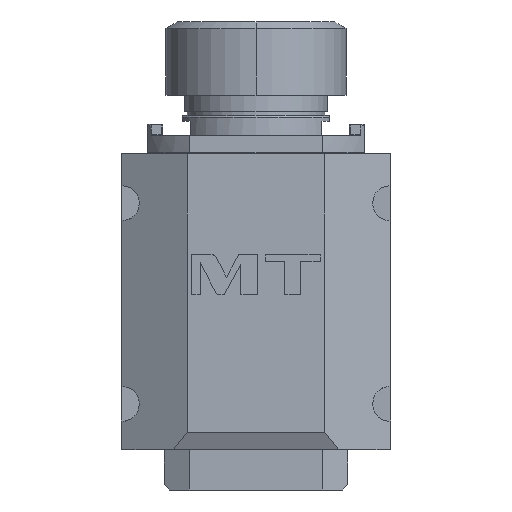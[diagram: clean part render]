
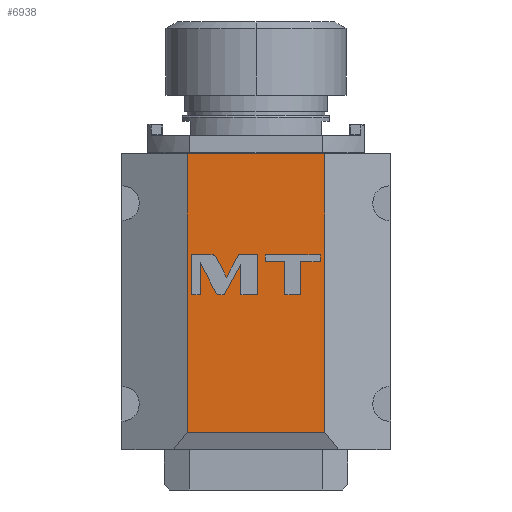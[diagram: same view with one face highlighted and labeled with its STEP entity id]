
A CAD part, left-side view. The second image highlights one B-rep face of the part: STEP entity #6938.
In plain terms, the highlighted planar face has unit normal (-1, 0, 0).
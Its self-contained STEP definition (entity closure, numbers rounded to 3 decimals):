
#1575=DIRECTION('',(0.,1.,0.));
#1576=VECTOR('',#1575,48.);
#1577=CARTESIAN_POINT('',(-110.,-24.,-45.));
#1578=LINE('',#1577,#1576);
#1579=DIRECTION('',(0.,0.,1.));
#1580=VECTOR('',#1579,97.2);
#1581=CARTESIAN_POINT('',(-110.,24.,-45.));
#1582=LINE('',#1581,#1580);
#1583=DIRECTION('',(0.,-1.,0.));
#1584=VECTOR('',#1583,48.);
#1585=CARTESIAN_POINT('',(-110.,24.,52.2));
#1586=LINE('',#1585,#1584);
#1587=DIRECTION('',(0.,0.,1.));
#1588=VECTOR('',#1587,97.2);
#1589=CARTESIAN_POINT('',(-110.,-24.,-45.));
#1590=LINE('',#1589,#1588);
#1591=CARTESIAN_POINT('',(-110.,13.841,16.089));
#1592=CARTESIAN_POINT('',(-110.,14.131,16.651));
#1593=CARTESIAN_POINT('',(-110.,14.705,17.));
#1594=CARTESIAN_POINT('',(-110.,15.337,17.));
#1596=DIRECTION('',(0.,1.,0.));
#1597=VECTOR('',#1596,7.038);
#1598=CARTESIAN_POINT('',(-110.,15.337,17.));
#1599=LINE('',#1598,#1597);
#1600=DIRECTION('',(0.,0.,-1.));
#1601=VECTOR('',#1600,14.);
#1602=CARTESIAN_POINT('',(-110.,22.375,17.));
#1603=LINE('',#1602,#1601);
#1604=DIRECTION('',(0.,-1.,0.));
#1605=VECTOR('',#1604,2.912);
#1606=CARTESIAN_POINT('',(-110.,22.375,3.));
#1607=LINE('',#1606,#1605);
#1608=DIRECTION('',(0.,0.,1.));
#1609=VECTOR('',#1608,11.341);
#1610=CARTESIAN_POINT('',(-110.,19.463,3.));
#1611=LINE('',#1610,#1609);
#1612=DIRECTION('',(0.,-0.459,-0.888));
#1613=VECTOR('',#1612,11.742);
#1614=CARTESIAN_POINT('',(-110.,19.463,14.341));
#1615=LINE('',#1614,#1613);
#1616=CARTESIAN_POINT('',(-110.,14.07,3.911));
#1617=CARTESIAN_POINT('',(-110.,13.779,3.348));
#1618=CARTESIAN_POINT('',(-110.,13.204,3.));
#1619=CARTESIAN_POINT('',(-110.,12.57,3.));
#1621=DIRECTION('',(0.,-1.,0.));
#1622=VECTOR('',#1621,1.46);
#1623=CARTESIAN_POINT('',(-110.,12.57,3.));
#1624=LINE('',#1623,#1622);
#1625=DIRECTION('',(0.,-0.481,0.877));
#1626=VECTOR('',#1625,12.147);
#1627=CARTESIAN_POINT('',(-110.,11.11,3.));
#1628=LINE('',#1627,#1626);
#1629=DIRECTION('',(0.,0.,-1.));
#1630=VECTOR('',#1629,10.648);
#1631=CARTESIAN_POINT('',(-110.,5.265,13.648));
#1632=LINE('',#1631,#1630);
#1633=DIRECTION('',(0.,-1.,0.));
#1634=VECTOR('',#1633,5.891);
#1635=CARTESIAN_POINT('',(-110.,5.265,3.));
#1636=LINE('',#1635,#1634);
#1637=DIRECTION('',(0.,0.,1.));
#1638=VECTOR('',#1637,14.);
#1639=CARTESIAN_POINT('',(-110.,-0.626,3.));
#1640=LINE('',#1639,#1638);
#1641=DIRECTION('',(0.,1.,0.));
#1642=VECTOR('',#1641,6.642);
#1643=CARTESIAN_POINT('',(-110.,-0.626,17.));
#1644=LINE('',#1643,#1642);
#1645=DIRECTION('',(0.,0.481,-0.877));
#1646=VECTOR('',#1645,8.878);
#1647=CARTESIAN_POINT('',(-110.,6.016,17.));
#1648=LINE('',#1647,#1646);
#1649=DIRECTION('',(0.,0.459,0.888));
#1650=VECTOR('',#1649,7.735);
#1651=CARTESIAN_POINT('',(-110.,10.288,9.218));
#1652=LINE('',#1651,#1650);
#1653=DIRECTION('',(0.,0.,-1.));
#1654=VECTOR('',#1653,11.616);
#1655=CARTESIAN_POINT('',(-110.,-10.041,14.616));
#1656=LINE('',#1655,#1654);
#1657=DIRECTION('',(0.,-1.,0.));
#1658=VECTOR('',#1657,5.546);
#1659=CARTESIAN_POINT('',(-110.,-10.041,3.));
#1660=LINE('',#1659,#1658);
#1661=DIRECTION('',(0.,0.,1.));
#1662=VECTOR('',#1661,11.616);
#1663=CARTESIAN_POINT('',(-110.,-15.587,3.));
#1664=LINE('',#1663,#1662);
#1665=DIRECTION('',(0.,-1.,0.));
#1666=VECTOR('',#1665,6.787);
#1667=CARTESIAN_POINT('',(-110.,-15.587,14.616));
#1668=LINE('',#1667,#1666);
#1669=DIRECTION('',(0.,0.,1.));
#1670=VECTOR('',#1669,2.384);
#1671=CARTESIAN_POINT('',(-110.,-22.374,14.616));
#1672=LINE('',#1671,#1670);
#1673=DIRECTION('',(0.,1.,0.));
#1674=VECTOR('',#1673,19.12);
#1675=CARTESIAN_POINT('',(-110.,-22.374,17.));
#1676=LINE('',#1675,#1674);
#1677=DIRECTION('',(0.,0.,-1.));
#1678=VECTOR('',#1677,2.384);
#1679=CARTESIAN_POINT('',(-110.,-3.254,17.));
#1680=LINE('',#1679,#1678);
#1681=DIRECTION('',(0.,-1.,0.));
#1682=VECTOR('',#1681,6.787);
#1683=CARTESIAN_POINT('',(-110.,-3.254,14.616));
#1684=LINE('',#1683,#1682);
#4500=CARTESIAN_POINT('',(-110.,24.,52.2));
#4502=VERTEX_POINT('',#4500);
#4504=CARTESIAN_POINT('',(-110.,-24.,52.2));
#4506=VERTEX_POINT('',#4504);
#4551=CARTESIAN_POINT('',(-110.,-24.,-45.));
#4552=CARTESIAN_POINT('',(-110.,24.,-45.));
#4553=VERTEX_POINT('',#4551);
#4554=VERTEX_POINT('',#4552);
#5319=CARTESIAN_POINT('',(-110.,13.841,16.089));
#5320=VERTEX_POINT('',#5319);
#5321=CARTESIAN_POINT('',(-110.,15.337,17.));
#5322=VERTEX_POINT('',#5321);
#5323=CARTESIAN_POINT('',(-110.,22.375,17.));
#5324=VERTEX_POINT('',#5323);
#5325=CARTESIAN_POINT('',(-110.,22.375,3.));
#5326=VERTEX_POINT('',#5325);
#5327=CARTESIAN_POINT('',(-110.,19.463,3.));
#5328=VERTEX_POINT('',#5327);
#5329=CARTESIAN_POINT('',(-110.,19.463,14.341));
#5330=VERTEX_POINT('',#5329);
#5331=CARTESIAN_POINT('',(-110.,14.07,3.911));
#5332=VERTEX_POINT('',#5331);
#5333=CARTESIAN_POINT('',(-110.,12.57,3.));
#5334=VERTEX_POINT('',#5333);
#5335=CARTESIAN_POINT('',(-110.,11.11,3.));
#5336=VERTEX_POINT('',#5335);
#5337=CARTESIAN_POINT('',(-110.,5.265,13.648));
#5338=VERTEX_POINT('',#5337);
#5339=CARTESIAN_POINT('',(-110.,5.265,3.));
#5340=VERTEX_POINT('',#5339);
#5341=CARTESIAN_POINT('',(-110.,-0.626,3.));
#5342=VERTEX_POINT('',#5341);
#5343=CARTESIAN_POINT('',(-110.,-0.626,17.));
#5344=VERTEX_POINT('',#5343);
#5345=CARTESIAN_POINT('',(-110.,6.016,17.));
#5346=VERTEX_POINT('',#5345);
#5347=CARTESIAN_POINT('',(-110.,10.288,9.218));
#5348=VERTEX_POINT('',#5347);
#5349=CARTESIAN_POINT('',(-110.,-10.041,14.616));
#5350=VERTEX_POINT('',#5349);
#5351=CARTESIAN_POINT('',(-110.,-10.041,3.));
#5352=VERTEX_POINT('',#5351);
#5353=CARTESIAN_POINT('',(-110.,-15.587,3.));
#5354=VERTEX_POINT('',#5353);
#5355=CARTESIAN_POINT('',(-110.,-15.587,14.616));
#5356=VERTEX_POINT('',#5355);
#5357=CARTESIAN_POINT('',(-110.,-22.374,14.616));
#5358=VERTEX_POINT('',#5357);
#5359=CARTESIAN_POINT('',(-110.,-22.374,17.));
#5360=VERTEX_POINT('',#5359);
#5361=CARTESIAN_POINT('',(-110.,-3.254,17.));
#5362=VERTEX_POINT('',#5361);
#5363=CARTESIAN_POINT('',(-110.,-3.254,14.616));
#5364=VERTEX_POINT('',#5363);
#6875=CARTESIAN_POINT('',(-110.,0.,0.));
#6876=DIRECTION('',(1.,0.,0.));
#6877=DIRECTION('',(0.,1.,0.));
#6878=AXIS2_PLACEMENT_3D('',#6875,#6876,#6877);
#6879=PLANE('',#6878);
#6881=ORIENTED_EDGE('',*,*,#6880,.T.);
#6882=ORIENTED_EDGE('',*,*,#6736,.T.);
#6883=ORIENTED_EDGE('',*,*,#6246,.T.);
#6885=ORIENTED_EDGE('',*,*,#6884,.F.);
#6886=EDGE_LOOP('',(#6881,#6882,#6883,#6885));
#6887=FACE_OUTER_BOUND('',#6886,.F.);
#6889=ORIENTED_EDGE('',*,*,#6888,.T.);
#6891=ORIENTED_EDGE('',*,*,#6890,.T.);
#6893=ORIENTED_EDGE('',*,*,#6892,.T.);
#6895=ORIENTED_EDGE('',*,*,#6894,.T.);
#6897=ORIENTED_EDGE('',*,*,#6896,.T.);
#6899=ORIENTED_EDGE('',*,*,#6898,.T.);
#6901=ORIENTED_EDGE('',*,*,#6900,.T.);
#6903=ORIENTED_EDGE('',*,*,#6902,.T.);
#6905=ORIENTED_EDGE('',*,*,#6904,.T.);
#6907=ORIENTED_EDGE('',*,*,#6906,.T.);
#6909=ORIENTED_EDGE('',*,*,#6908,.T.);
#6911=ORIENTED_EDGE('',*,*,#6910,.T.);
#6913=ORIENTED_EDGE('',*,*,#6912,.T.);
#6915=ORIENTED_EDGE('',*,*,#6914,.T.);
#6917=ORIENTED_EDGE('',*,*,#6916,.T.);
#6918=EDGE_LOOP('',(#6889,#6891,#6893,#6895,#6897,#6899,#6901,#6903,#6905,#6907,
#6909,#6911,#6913,#6915,#6917));
#6919=FACE_BOUND('',#6918,.F.);
#6921=ORIENTED_EDGE('',*,*,#6920,.T.);
#6923=ORIENTED_EDGE('',*,*,#6922,.T.);
#6925=ORIENTED_EDGE('',*,*,#6924,.T.);
#6927=ORIENTED_EDGE('',*,*,#6926,.T.);
#6929=ORIENTED_EDGE('',*,*,#6928,.T.);
#6931=ORIENTED_EDGE('',*,*,#6930,.T.);
#6933=ORIENTED_EDGE('',*,*,#6932,.T.);
#6935=ORIENTED_EDGE('',*,*,#6934,.T.);
#6936=EDGE_LOOP('',(#6921,#6923,#6925,#6927,#6929,#6931,#6933,#6935));
#6937=FACE_BOUND('',#6936,.F.);
#6938=ADVANCED_FACE('',(#6887,#6919,#6937),#6879,.F.);
#1595=B_SPLINE_CURVE_WITH_KNOTS('',3,(#1591,#1592,#1593,#1594),.UNSPECIFIED.,
.F.,.F.,(4,4),(0.,1.),.UNSPECIFIED.);
#1620=B_SPLINE_CURVE_WITH_KNOTS('',3,(#1616,#1617,#1618,#1619),.UNSPECIFIED.,
.F.,.F.,(4,4),(0.,1.),.UNSPECIFIED.);
#6246=EDGE_CURVE('',#4502,#4506,#1586,.T.);
#6736=EDGE_CURVE('',#4554,#4502,#1582,.T.);
#6880=EDGE_CURVE('',#4553,#4554,#1578,.T.);
#6884=EDGE_CURVE('',#4553,#4506,#1590,.T.);
#6888=EDGE_CURVE('',#5320,#5322,#1595,.T.);
#6890=EDGE_CURVE('',#5322,#5324,#1599,.T.);
#6892=EDGE_CURVE('',#5324,#5326,#1603,.T.);
#6894=EDGE_CURVE('',#5326,#5328,#1607,.T.);
#6896=EDGE_CURVE('',#5328,#5330,#1611,.T.);
#6898=EDGE_CURVE('',#5330,#5332,#1615,.T.);
#6900=EDGE_CURVE('',#5332,#5334,#1620,.T.);
#6902=EDGE_CURVE('',#5334,#5336,#1624,.T.);
#6904=EDGE_CURVE('',#5336,#5338,#1628,.T.);
#6906=EDGE_CURVE('',#5338,#5340,#1632,.T.);
#6908=EDGE_CURVE('',#5340,#5342,#1636,.T.);
#6910=EDGE_CURVE('',#5342,#5344,#1640,.T.);
#6912=EDGE_CURVE('',#5344,#5346,#1644,.T.);
#6914=EDGE_CURVE('',#5346,#5348,#1648,.T.);
#6916=EDGE_CURVE('',#5348,#5320,#1652,.T.);
#6920=EDGE_CURVE('',#5350,#5352,#1656,.T.);
#6922=EDGE_CURVE('',#5352,#5354,#1660,.T.);
#6924=EDGE_CURVE('',#5354,#5356,#1664,.T.);
#6926=EDGE_CURVE('',#5356,#5358,#1668,.T.);
#6928=EDGE_CURVE('',#5358,#5360,#1672,.T.);
#6930=EDGE_CURVE('',#5360,#5362,#1676,.T.);
#6932=EDGE_CURVE('',#5362,#5364,#1680,.T.);
#6934=EDGE_CURVE('',#5364,#5350,#1684,.T.);
